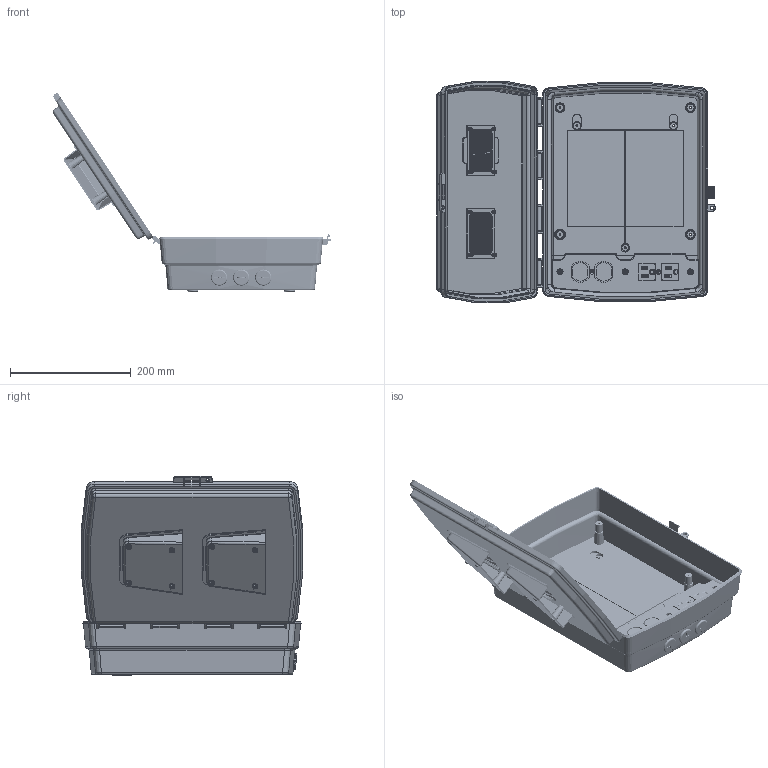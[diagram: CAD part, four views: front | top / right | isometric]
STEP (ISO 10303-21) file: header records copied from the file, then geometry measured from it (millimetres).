
FILE_DESCRIPTION (( 'STEP AP214' ), '1' );
FILE_NAME ('TEP141004-10VW.STEP', '2019-05-10T13:16:28', ( '' ), ( '' ), 'SwSTEP 2.0', 'SolidWorks 2018', '' );
FILE_SCHEMA (( 'AUTOMOTIVE_DESIGN' ));
Length unit declared in the file: inch
Products named in the file (15): 1AJ02-053; 1AJ03-011; NBP141004_Lid-Vented; NBP141004_LowerPlate; NBP141004_outletScrew; NBP141004_Box; NBP141004_Panel; 1AJ02-054; NBP141004_Velcro tape; 1AM07-078; Fan Screen-All Wires-80x80 ALUM; TEP141004-10VW; NBP141004_120VAC outlet; NBP141004_ConduitGrommit; NBP141004_PanelScrew
Assembly tree (34 placements, depth 2):
  TEP141004-10VW
    NBP141004_Box
    NBP141004_Lid-Vented
    NBP141004_ConduitGrommit  x3
    NBP141004_LowerPlate
    NBP141004_Panel
    NBP141004_120VAC outlet
    NBP141004_Velcro tape  x2
    1AM07-078  x2
    Fan Screen-All Wires-80x80 ALUM  x2
    NBP141004_PanelScrew  x3
    NBP141004_outletScrew
    1AJ03-011  x8
    1AJ02-053  x4
    1AJ02-054  x4
Bounding box: 461.04 x 366.88 x 329.97 mm (x, y, z)
Volume: 1175746.3 mm3; surface area: 886574.3 mm2
Topology: 212 solids, 212 shells, 4378 faces, 9698 edges, 5803 vertices
Faces by surface type: cone 1574, cylinder 1271, plane 1181, torus 206, bspline 108, sphere 38
Entity records: 95178 total; most frequent: CARTESIAN_POINT 20496, DIRECTION 11941, ORIENTED_EDGE 10918, EDGE_CURVE 5459, AXIS2_PLACEMENT_3D 4648, VERTEX_POINT 3379, EDGE_LOOP 2742, VECTOR 2645
